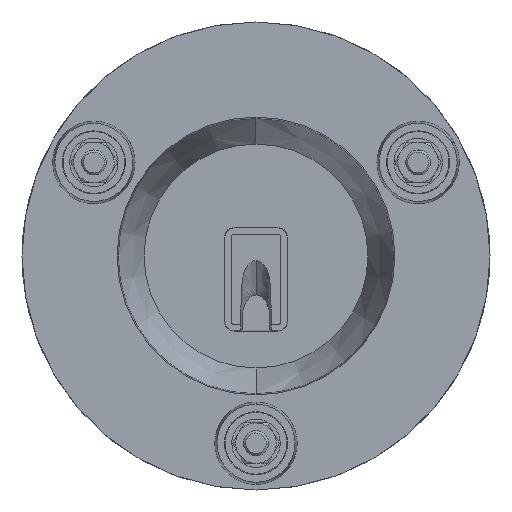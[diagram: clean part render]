
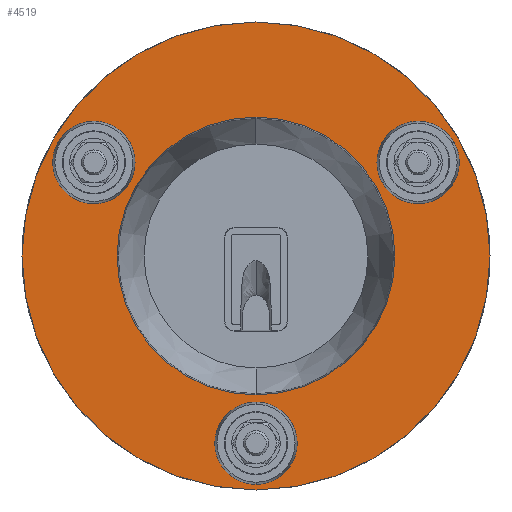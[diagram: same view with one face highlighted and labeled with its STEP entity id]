
A CAD part, front view. The second image highlights one B-rep face of the part: STEP entity #4519.
In plain terms, the highlighted planar face has unit normal (0, -1, 0).
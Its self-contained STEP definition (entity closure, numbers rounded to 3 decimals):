
#73 = DIRECTION ( 'NONE',  ( 0., 0., 1. ) ) ;
#95 = FACE_BOUND ( 'NONE', #575, .T. ) ;
#228 = AXIS2_PLACEMENT_3D ( 'NONE', #1502, #3679, #2625 ) ;
#236 = ORIENTED_EDGE ( 'NONE', *, *, #2308, .F. ) ;
#299 = VERTEX_POINT ( 'NONE', #4392 ) ;
#316 = DIRECTION ( 'NONE',  ( 0., -1., 0. ) ) ;
#497 = DIRECTION ( 'NONE',  ( 0., -1., 0. ) ) ;
#518 = CIRCLE ( 'NONE', #758, 75. ) ;
#575 = EDGE_LOOP ( 'NONE', ( #1555, #2729 ) ) ;
#587 = EDGE_LOOP ( 'NONE', ( #4215, #3403 ) ) ;
#727 = CARTESIAN_POINT ( 'NONE',  ( 0., 9., -73.2 ) ) ;
#758 = AXIS2_PLACEMENT_3D ( 'NONE', #4174, #867, #2336 ) ;
#793 = CARTESIAN_POINT ( 'NONE',  ( 63.393, 9., 36.6 ) ) ;
#821 = CIRCLE ( 'NONE', #2588, 44.518 ) ;
#839 = VERTEX_POINT ( 'NONE', #4716 ) ;
#848 = DIRECTION ( 'NONE',  ( 0., 1., 0. ) ) ;
#867 = DIRECTION ( 'NONE',  ( 0., 1., 0. ) ) ;
#886 = FACE_BOUND ( 'NONE', #4591, .T. ) ;
#957 = AXIS2_PLACEMENT_3D ( 'NONE', #3805, #497, #3078 ) ;
#1060 = EDGE_CURVE ( 'NONE', #3998, #1230, #2916, .T. ) ;
#1069 = CARTESIAN_POINT ( 'NONE',  ( 51.962, 9., 30. ) ) ;
#1205 = CARTESIAN_POINT ( 'NONE',  ( 0., 9., 0. ) ) ;
#1230 = VERTEX_POINT ( 'NONE', #793 ) ;
#1253 = DIRECTION ( 'NONE',  ( 0., 0., 1. ) ) ;
#1424 = CARTESIAN_POINT ( 'NONE',  ( 0., 9., -60. ) ) ;
#1502 = CARTESIAN_POINT ( 'NONE',  ( 0., 9., 0. ) ) ;
#1537 = CIRCLE ( 'NONE', #2465, 75. ) ;
#1547 = CARTESIAN_POINT ( 'NONE',  ( 40.53, 9., 23.4 ) ) ;
#1555 = ORIENTED_EDGE ( 'NONE', *, *, #1783, .F. ) ;
#1581 = FACE_BOUND ( 'NONE', #4752, .T. ) ;
#1757 = CIRCLE ( 'NONE', #3834, 13.2 ) ;
#1766 = DIRECTION ( 'NONE',  ( 0., -1., 0. ) ) ;
#1783 = EDGE_CURVE ( 'NONE', #299, #3503, #2692, .T. ) ;
#1825 = AXIS2_PLACEMENT_3D ( 'NONE', #4197, #3415, #73 ) ;
#1847 = VERTEX_POINT ( 'NONE', #2174 ) ;
#1875 = ORIENTED_EDGE ( 'NONE', *, *, #2002, .F. ) ;
#1957 = EDGE_CURVE ( 'NONE', #839, #3979, #1537, .T. ) ;
#2002 = EDGE_CURVE ( 'NONE', #1847, #3350, #4087, .T. ) ;
#2170 = DIRECTION ( 'NONE',  ( 0., -1., 0. ) ) ;
#2174 = CARTESIAN_POINT ( 'NONE',  ( 0., 9., 44.518 ) ) ;
#2229 = CARTESIAN_POINT ( 'NONE',  ( 0., 9., 0. ) ) ;
#2290 = DIRECTION ( 'NONE',  ( 0., 0., 1. ) ) ;
#2295 = EDGE_CURVE ( 'NONE', #4364, #4341, #2832, .T. ) ;
#2306 = AXIS2_PLACEMENT_3D ( 'NONE', #3456, #3000, #3098 ) ;
#2308 = EDGE_CURVE ( 'NONE', #1230, #3998, #4068, .T. ) ;
#2315 = EDGE_CURVE ( 'NONE', #4341, #4364, #1757, .T. ) ;
#2336 = DIRECTION ( 'NONE',  ( 0., 0., 1. ) ) ;
#2465 = AXIS2_PLACEMENT_3D ( 'NONE', #1205, #848, #2290 ) ;
#2588 = AXIS2_PLACEMENT_3D ( 'NONE', #2229, #4766, #4095 ) ;
#2593 = AXIS2_PLACEMENT_3D ( 'NONE', #1424, #1766, #3648 ) ;
#2621 = EDGE_CURVE ( 'NONE', #3979, #839, #518, .T. ) ;
#2625 = DIRECTION ( 'NONE',  ( 0., 0., 1. ) ) ;
#2692 = CIRCLE ( 'NONE', #2306, 13.2 ) ;
#2724 = CARTESIAN_POINT ( 'NONE',  ( 51.962, 9., 30. ) ) ;
#2729 = ORIENTED_EDGE ( 'NONE', *, *, #3317, .F. ) ;
#2832 = CIRCLE ( 'NONE', #2593, 13.2 ) ;
#2873 = CARTESIAN_POINT ( 'NONE',  ( 0., 9., -60. ) ) ;
#2916 = CIRCLE ( 'NONE', #4764, 13.2 ) ;
#2958 = ORIENTED_EDGE ( 'NONE', *, *, #1957, .F. ) ;
#2980 = EDGE_LOOP ( 'NONE', ( #3880, #2958 ) ) ;
#3000 = DIRECTION ( 'NONE',  ( 0., -1., 0. ) ) ;
#3047 = FACE_OUTER_BOUND ( 'NONE', #2980, .T. ) ;
#3078 = DIRECTION ( 'NONE',  ( 0., 0., -1. ) ) ;
#3098 = DIRECTION ( 'NONE',  ( 0., 0., 1. ) ) ;
#3140 = DIRECTION ( 'NONE',  ( 0., -1., 0. ) ) ;
#3160 = CARTESIAN_POINT ( 'NONE',  ( 0., 9., -44.518 ) ) ;
#3225 = AXIS2_PLACEMENT_3D ( 'NONE', #1069, #2170, #4370 ) ;
#3303 = CARTESIAN_POINT ( 'NONE',  ( 0., 9., -46.8 ) ) ;
#3317 = EDGE_CURVE ( 'NONE', #3503, #299, #3991, .T. ) ;
#3350 = VERTEX_POINT ( 'NONE', #3160 ) ;
#3403 = ORIENTED_EDGE ( 'NONE', *, *, #2295, .F. ) ;
#3415 = DIRECTION ( 'NONE',  ( 0., -1., 0. ) ) ;
#3456 = CARTESIAN_POINT ( 'NONE',  ( -51.962, 9., 30. ) ) ;
#3503 = VERTEX_POINT ( 'NONE', #4071 ) ;
#3508 = EDGE_CURVE ( 'NONE', #3350, #1847, #821, .T. ) ;
#3648 = DIRECTION ( 'NONE',  ( 0., 0., 1. ) ) ;
#3679 = DIRECTION ( 'NONE',  ( 0., -1., 0. ) ) ;
#3805 = CARTESIAN_POINT ( 'NONE',  ( 0., 9., 75. ) ) ;
#3834 = AXIS2_PLACEMENT_3D ( 'NONE', #2873, #316, #3913 ) ;
#3853 = FACE_BOUND ( 'NONE', #587, .T. ) ;
#3880 = ORIENTED_EDGE ( 'NONE', *, *, #2621, .F. ) ;
#3913 = DIRECTION ( 'NONE',  ( 0., 0., 1. ) ) ;
#3979 = VERTEX_POINT ( 'NONE', #4496 ) ;
#3991 = CIRCLE ( 'NONE', #1825, 13.2 ) ;
#3998 = VERTEX_POINT ( 'NONE', #1547 ) ;
#4068 = CIRCLE ( 'NONE', #3225, 13.2 ) ;
#4071 = CARTESIAN_POINT ( 'NONE',  ( -40.53, 9., 23.4 ) ) ;
#4081 = ORIENTED_EDGE ( 'NONE', *, *, #3508, .F. ) ;
#4087 = CIRCLE ( 'NONE', #228, 44.518 ) ;
#4095 = DIRECTION ( 'NONE',  ( 0., 0., 1. ) ) ;
#4166 = ORIENTED_EDGE ( 'NONE', *, *, #1060, .F. ) ;
#4174 = CARTESIAN_POINT ( 'NONE',  ( 0., 9., 0. ) ) ;
#4197 = CARTESIAN_POINT ( 'NONE',  ( -51.962, 9., 30. ) ) ;
#4215 = ORIENTED_EDGE ( 'NONE', *, *, #2315, .F. ) ;
#4341 = VERTEX_POINT ( 'NONE', #727 ) ;
#4364 = VERTEX_POINT ( 'NONE', #3303 ) ;
#4370 = DIRECTION ( 'NONE',  ( 0., 0., 1. ) ) ;
#4392 = CARTESIAN_POINT ( 'NONE',  ( -63.393, 9., 36.6 ) ) ;
#4496 = CARTESIAN_POINT ( 'NONE',  ( 0., 9., 75. ) ) ;
#4519 = ADVANCED_FACE ( 'NONE', ( #95, #886, #3853, #1581, #3047 ), #4531, .T. ) ;
#4531 = PLANE ( 'NONE',  #957 ) ;
#4591 = EDGE_LOOP ( 'NONE', ( #236, #4166 ) ) ;
#4716 = CARTESIAN_POINT ( 'NONE',  ( 0., 9., -75. ) ) ;
#4752 = EDGE_LOOP ( 'NONE', ( #1875, #4081 ) ) ;
#4764 = AXIS2_PLACEMENT_3D ( 'NONE', #2724, #3140, #1253 ) ;
#4766 = DIRECTION ( 'NONE',  ( 0., -1., 0. ) ) ;
